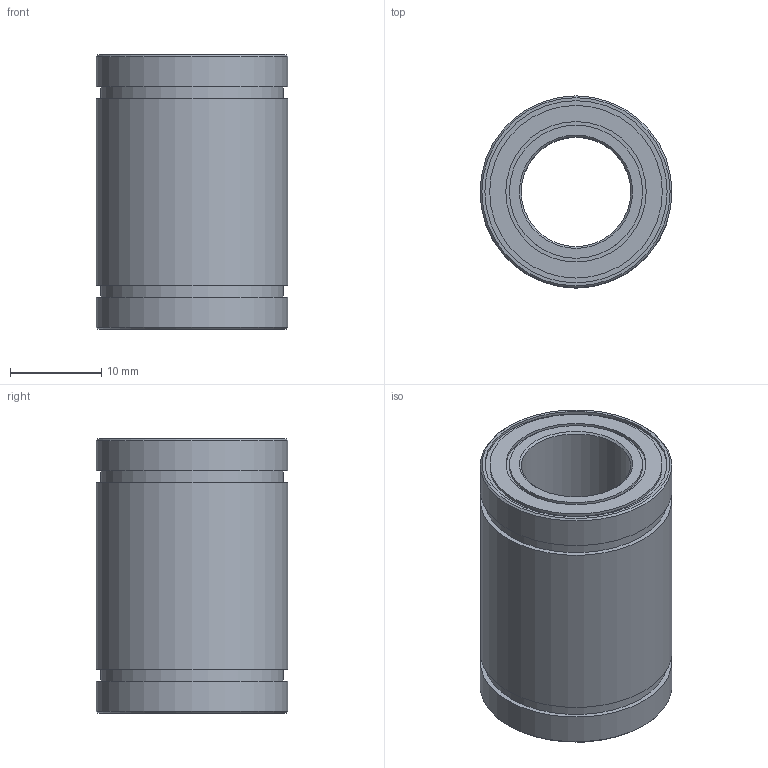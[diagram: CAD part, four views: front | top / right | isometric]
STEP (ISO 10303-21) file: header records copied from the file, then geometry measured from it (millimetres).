
FILE_DESCRIPTION(/* description */ (''),/* implementation_level */ '2;1');
FILE_NAME(/* name */ 'LM12UU Linear Bearing.step',/* time_stamp */ '2021-06-27T07:33:24+05:00',/* author */ (''),/* organization */ (''),/* preprocessor_version */ 'ST-DEVELOPER v18.1',/* originating_system */ 'Autodesk Translation Framework v10.9.0.1377',/* authorisation */ '');
FILE_SCHEMA (('AUTOMOTIVE_DESIGN { 1 0 10303 214 3 1 1 }'));
Length unit declared in the file: millimetre
Products named in the file (1): LM12UU Linear Bearing
Bounding box: 21 x 21 x 30 mm (x, y, z)
Volume: 6878.2 mm3; surface area: 3809.2 mm2
Topology: 1 solids, 1 shells, 32 faces, 52 edges, 34 vertices
Faces by surface type: cylinder 14, plane 14, cone 4
Full cylindrical faces by diameter (mm): 12 x1, 14.58 x2, 15.367 x2, 18.9 x2, 19.95 x2, 20 x2, 21 x3
Entity records: 817 total; most frequent: DIRECTION 152, CARTESIAN_POINT 119, ORIENTED_EDGE 104, AXIS2_PLACEMENT_3D 67, EDGE_CURVE 52, EDGE_LOOP 46, CIRCLE 34, VERTEX_POINT 34
